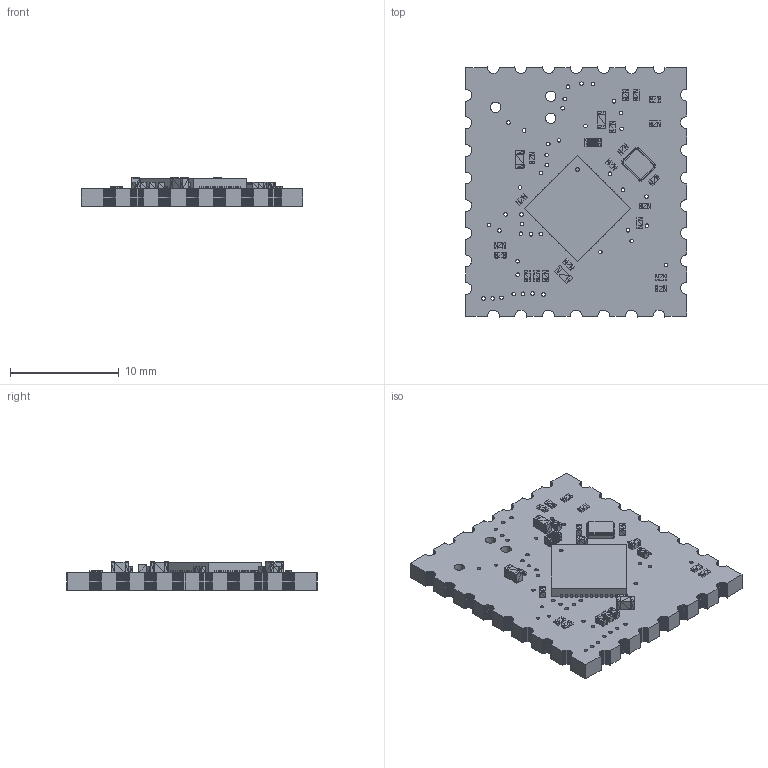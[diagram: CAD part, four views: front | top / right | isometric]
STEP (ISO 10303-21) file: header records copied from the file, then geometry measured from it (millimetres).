
FILE_DESCRIPTION(('for SolidWorks'),'2;1');
FILE_NAME('STM32.step','2014-07-12T18:22:03',('chris'),(''), 'Open CASCADE STEP processor 6.6','Diptrace','Unknown');
FILE_SCHEMA(('AUTOMOTIVE_DESIGN { 1 0 10303 214 1 1 1 1 }'));
Length unit declared in the file: millimetre
Products named in the file (8): PCB; Board; Model_2; Model_4; cap_0402; cap_0603; ind_0603; res_0402
Assembly tree (27 placements, depth 2):
  PCB
    Board
    Model_2
    Model_4
    cap_0402  x11
    cap_0603  x3
    ind_0603
    res_0402  x9
Bounding box: 20.36 x 23.02 x 2.61 mm (x, y, z)
Volume: 704.7 mm3; surface area: 1431.1 mm2
Topology: 1 solids, 27 shells, 4200 faces, 7878 edges, 3736 vertices
Faces by surface type: plane 4023, cylinder 177
Full cylindrical faces by diameter (mm): 0.33 x91, 0.95 x3
Entity records: 55893 total; most frequent: CARTESIAN_POINT 8362, ORIENTED_EDGE 8316, DIRECTION 8008, EDGE_CURVE 4158, LINE 3804, VECTOR 3804, VERTEX_POINT 2456, AXIS2_PLACEMENT_3D 2102
